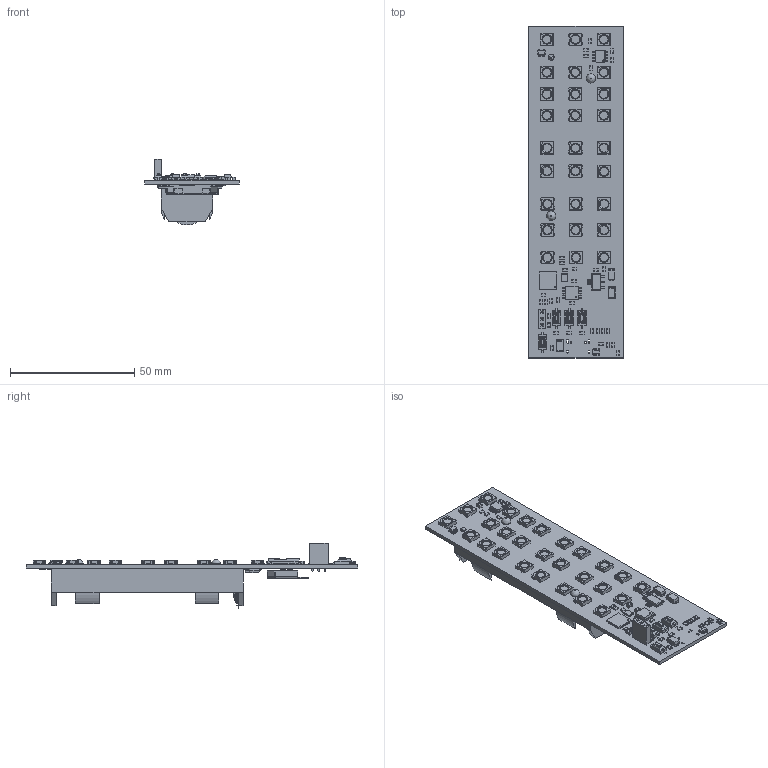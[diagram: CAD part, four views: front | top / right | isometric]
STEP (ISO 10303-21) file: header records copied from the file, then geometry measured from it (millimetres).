
FILE_DESCRIPTION(('KiCad electronic assembly'),'2;1');
FILE_NAME('PCBProject.step','2025-10-23T15:17:38',('Pcbnew'),('Kicad'), 'Open CASCADE STEP processor 7.9','KiCad to STEP converter','Unknown' );
FILE_SCHEMA(('AUTOMOTIVE_DESIGN { 1 0 10303 214 1 1 1 1 }'));
Length unit declared in the file: millimetre
Products named in the file (21): PCBProject 1; LED_WS2812B_PLCC4_5.0x5.0mm_P3.2mm; SOT-23-5; R_0805_2012Metric; SOIC-8-1EP_3.9x4.9mm_P1.27mm_EP2.41x3.81mm; C_0805_2012Metric; SOIC-8_5.3x5.3mm_P1.27mm; SW_SPST_CK_RS282G05A3; D_SMA; SOT-223; LED_0805_2012Metric; TSOP-6_1.65x3.05mm_P0.95mm; QFN-56-1EP_7x7mm_P0.4mm_EP3.2x3.2mm; PinSocket_1x03_P2.54mm_Vertical; Crystal_SMD_SeikoEpson_FA238-4Pin_3.2x2.5mm; L_0805_2012Metric; BatteryHolder_Keystone_1042_1x18650; BatteryHolder_Keystone_3034_1x20mm; SOT-23-6; SOIC-8_3.9x4.9mm_P1.27mm; PCBProject_PCB
Assembly tree (83 placements, depth 2):
  PCBProject 1
    LED_WS2812B_PLCC4_5.0x5.0mm_P3.2mm  x27
    SOT-23-5
    R_0805_2012Metric  x23
    SOIC-8-1EP_3.9x4.9mm_P1.27mm_EP2.41x3.81mm
    C_0805_2012Metric  x11
    SOIC-8_5.3x5.3mm_P1.27mm
    SW_SPST_CK_RS282G05A3  x4
    D_SMA  x3
    SOT-223
    LED_0805_2012Metric
    TSOP-6_1.65x3.05mm_P0.95mm
    QFN-56-1EP_7x7mm_P0.4mm_EP3.2x3.2mm
    PinSocket_1x03_P2.54mm_Vertical
    Crystal_SMD_SeikoEpson_FA238-4Pin_3.2x2.5mm
    L_0805_2012Metric
    BatteryHolder_Keystone_1042_1x18650
    BatteryHolder_Keystone_3034_1x20mm
    SOT-23-6
    SOIC-8_3.9x4.9mm_P1.27mm
    PCBProject_PCB
Bounding box: 38.1 x 133.35 x 26.48 mm (x, y, z)
Volume: 15393.6 mm3; surface area: 23132.6 mm2
Topology: 91 solids, 91 shells, 4970 faces, 13684 edges, 8904 vertices
Faces by surface type: plane 3569, cylinder 1245, bspline 126, cone 27, revolution 3
Full cylindrical faces by diameter (mm): 0.02 x1, 0.4 x1, 0.65 x2, 1 x3, 1.57 x1, 2.39 x1, 2.4 x1, 3.333 x27, 3.45 x2, 3.68 x2, 4.8 x2, 7.2 x2, 9.6 x2, 12 x1
Entity records: 75262 total; most frequent: CARTESIAN_POINT 11077, ORIENTED_EDGE 10377, DIRECTION 9560, EDGE_CURVE 5190, LINE 4323, VECTOR 4323, VERTEX_POINT 3336, AXIS2_PLACEMENT_3D 2617
